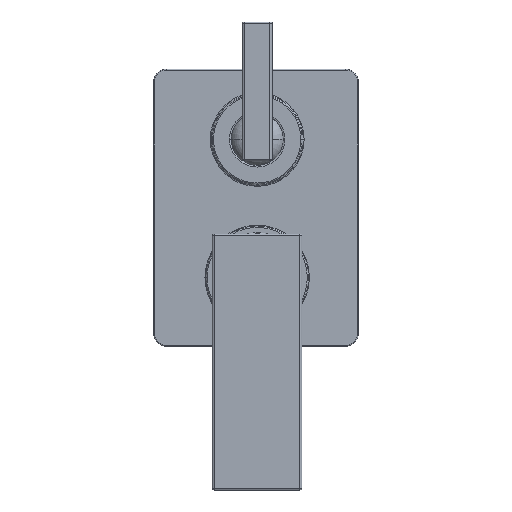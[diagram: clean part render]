
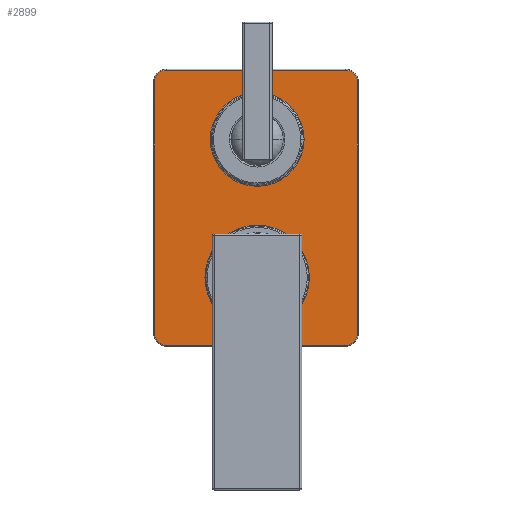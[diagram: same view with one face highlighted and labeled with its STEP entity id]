
A CAD part, top view. The second image highlights one B-rep face of the part: STEP entity #2899.
In plain terms, the highlighted planar face has unit normal (0, 0, 1).
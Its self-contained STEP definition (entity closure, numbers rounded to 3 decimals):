
#15 = CARTESIAN_POINT ( 'NONE',  ( 41.446, -26.268, 2.5 ) ) ;
#61 = CARTESIAN_POINT ( 'NONE',  ( -22., 64.732, 2.5 ) ) ;
#88 = DIRECTION ( 'NONE',  ( 0., 0., -1. ) ) ;
#131 = EDGE_CURVE ( 'NONE', #188, #3278, #457, .T. ) ;
#170 = CIRCLE ( 'NONE', #1022, 22. ) ;
#188 = VERTEX_POINT ( 'NONE', #1396 ) ;
#202 = CARTESIAN_POINT ( 'NONE',  ( -42.554, 91.732, 2.5 ) ) ;
#206 = DIRECTION ( 'NONE',  ( 1., 0., 0. ) ) ;
#207 = VECTOR ( 'NONE', #1302, 1000. ) ;
#267 = DIRECTION ( 'NONE',  ( 0., 0., -1. ) ) ;
#279 = FACE_BOUND ( 'NONE', #3070, .T. ) ;
#285 = CARTESIAN_POINT ( 'NONE',  ( 0., 0., 2.5 ) ) ;
#291 = ORIENTED_EDGE ( 'NONE', *, *, #1876, .T. ) ;
#309 = DIRECTION ( 'NONE',  ( 1., 0., 0. ) ) ;
#316 = DIRECTION ( 'NONE',  ( 0., -1., 0. ) ) ;
#325 = ORIENTED_EDGE ( 'NONE', *, *, #2409, .T. ) ;
#353 = ORIENTED_EDGE ( 'NONE', *, *, #2517, .T. ) ;
#387 = FACE_OUTER_BOUND ( 'NONE', #698, .T. ) ;
#457 = CIRCLE ( 'NONE', #1597, 24.5 ) ;
#459 = CARTESIAN_POINT ( 'NONE',  ( 0., 0., 2.5 ) ) ;
#501 = DIRECTION ( 'NONE',  ( 1., 0., 0. ) ) ;
#518 = ORIENTED_EDGE ( 'NONE', *, *, #131, .T. ) ;
#551 = LINE ( 'NONE', #3360, #2892 ) ;
#559 = CARTESIAN_POINT ( 'NONE',  ( 46.946, 91.732, 2.5 ) ) ;
#573 = ORIENTED_EDGE ( 'NONE', *, *, #741, .T. ) ;
#581 = DIRECTION ( 'NONE',  ( 0., 0., 1. ) ) ;
#586 = DIRECTION ( 'NONE',  ( 1., 0., 0. ) ) ;
#675 = CARTESIAN_POINT ( 'NONE',  ( 41.446, -31.768, 2.5 ) ) ;
#698 = EDGE_LOOP ( 'NONE', ( #353, #822, #573, #3123, #2784, #291, #2722, #325 ) ) ;
#716 = DIRECTION ( 'NONE',  ( 0., 0., 1. ) ) ;
#741 = EDGE_CURVE ( 'NONE', #2481, #854, #1513, .T. ) ;
#755 = DIRECTION ( 'NONE',  ( 1., 0., 0. ) ) ;
#822 = ORIENTED_EDGE ( 'NONE', *, *, #1643, .T. ) ;
#854 = VERTEX_POINT ( 'NONE', #2301 ) ;
#979 = CARTESIAN_POINT ( 'NONE',  ( -42.554, -31.768, 2.5 ) ) ;
#1022 = AXIS2_PLACEMENT_3D ( 'NONE', #2092, #267, #2396 ) ;
#1051 = ORIENTED_EDGE ( 'NONE', *, *, #2236, .T. ) ;
#1052 = AXIS2_PLACEMENT_3D ( 'NONE', #2533, #716, #2831 ) ;
#1082 = EDGE_LOOP ( 'NONE', ( #1051, #3048 ) ) ;
#1106 = FACE_BOUND ( 'NONE', #1082, .T. ) ;
#1302 = DIRECTION ( 'NONE',  ( 1., 0., 0. ) ) ;
#1396 = CARTESIAN_POINT ( 'NONE',  ( 24.5, 0., 2.5 ) ) ;
#1417 = AXIS2_PLACEMENT_3D ( 'NONE', #285, #2416, #586 ) ;
#1513 = CIRCLE ( 'NONE', #2174, 5.5 ) ;
#1532 = EDGE_CURVE ( 'NONE', #3624, #3249, #1675, .T. ) ;
#1542 = CIRCLE ( 'NONE', #2361, 5.5 ) ;
#1575 = CARTESIAN_POINT ( 'NONE',  ( 46.946, -26.268, 2.5 ) ) ;
#1597 = AXIS2_PLACEMENT_3D ( 'NONE', #459, #2578, #755 ) ;
#1643 = EDGE_CURVE ( 'NONE', #1953, #2481, #551, .T. ) ;
#1665 = VECTOR ( 'NONE', #2731, 1000. ) ;
#1675 = CIRCLE ( 'NONE', #3581, 22. ) ;
#1746 = CIRCLE ( 'NONE', #1052, 5.5 ) ;
#1810 = CARTESIAN_POINT ( 'NONE',  ( -48.054, -26.268, 2.5 ) ) ;
#1842 = CARTESIAN_POINT ( 'NONE',  ( -48.054, -26.268, 2.5 ) ) ;
#1867 = CIRCLE ( 'NONE', #3296, 5.5 ) ;
#1876 = EDGE_CURVE ( 'NONE', #2443, #3541, #2311, .T. ) ;
#1915 = CARTESIAN_POINT ( 'NONE',  ( 0., 64.732, 2.5 ) ) ;
#1953 = VERTEX_POINT ( 'NONE', #1575 ) ;
#2029 = ORIENTED_EDGE ( 'NONE', *, *, #3515, .T. ) ;
#2030 = DIRECTION ( 'NONE',  ( 0., 0., 1. ) ) ;
#2035 = CIRCLE ( 'NONE', #1417, 24.5 ) ;
#2038 = EDGE_CURVE ( 'NONE', #3541, #2408, #1746, .T. ) ;
#2088 = CARTESIAN_POINT ( 'NONE',  ( -48.054, 91.732, 2.5 ) ) ;
#2092 = CARTESIAN_POINT ( 'NONE',  ( 0., 64.732, 2.5 ) ) ;
#2128 = DIRECTION ( 'NONE',  ( 0., 0., 1. ) ) ;
#2133 = CARTESIAN_POINT ( 'NONE',  ( -42.554, 97.232, 2.5 ) ) ;
#2174 = AXIS2_PLACEMENT_3D ( 'NONE', #3829, #2030, #206 ) ;
#2181 = CARTESIAN_POINT ( 'NONE',  ( -42.554, 97.232, 2.5 ) ) ;
#2207 = DIRECTION ( 'NONE',  ( 1., 0., 0. ) ) ;
#2236 = EDGE_CURVE ( 'NONE', #3249, #3624, #170, .T. ) ;
#2301 = CARTESIAN_POINT ( 'NONE',  ( 41.446, 97.232, 2.5 ) ) ;
#2311 = LINE ( 'NONE', #1842, #2999 ) ;
#2328 = DIRECTION ( 'NONE',  ( 0., 0., 1. ) ) ;
#2361 = AXIS2_PLACEMENT_3D ( 'NONE', #15, #2128, #309 ) ;
#2376 = CARTESIAN_POINT ( 'NONE',  ( 22., 64.732, 2.5 ) ) ;
#2396 = DIRECTION ( 'NONE',  ( 1., 0., 0. ) ) ;
#2399 = CARTESIAN_POINT ( 'NONE',  ( -24.5, 0., 2.5 ) ) ;
#2408 = VERTEX_POINT ( 'NONE', #979 ) ;
#2409 = EDGE_CURVE ( 'NONE', #2408, #3572, #2626, .T. ) ;
#2416 = DIRECTION ( 'NONE',  ( 0., 0., -1. ) ) ;
#2442 = AXIS2_PLACEMENT_3D ( 'NONE', #3595, #581, #2703 ) ;
#2443 = VERTEX_POINT ( 'NONE', #2088 ) ;
#2481 = VERTEX_POINT ( 'NONE', #559 ) ;
#2517 = EDGE_CURVE ( 'NONE', #3572, #1953, #1542, .T. ) ;
#2533 = CARTESIAN_POINT ( 'NONE',  ( -42.554, -26.268, 2.5 ) ) ;
#2552 = LINE ( 'NONE', #2133, #1665 ) ;
#2578 = DIRECTION ( 'NONE',  ( 0., 0., -1. ) ) ;
#2626 = LINE ( 'NONE', #675, #207 ) ;
#2703 = DIRECTION ( 'NONE',  ( 1., 0., 0. ) ) ;
#2722 = ORIENTED_EDGE ( 'NONE', *, *, #2038, .T. ) ;
#2731 = DIRECTION ( 'NONE',  ( -1., 0., 0. ) ) ;
#2747 = DIRECTION ( 'NONE',  ( 0., 1., 0. ) ) ;
#2753 = EDGE_CURVE ( 'NONE', #3727, #2443, #1867, .T. ) ;
#2784 = ORIENTED_EDGE ( 'NONE', *, *, #2753, .T. ) ;
#2831 = DIRECTION ( 'NONE',  ( 1., 0., 0. ) ) ;
#2892 = VECTOR ( 'NONE', #2747, 1000. ) ;
#2899 = ADVANCED_FACE ( 'NONE', ( #387, #1106, #279 ), #3904, .T. ) ;
#2999 = VECTOR ( 'NONE', #316, 1000. ) ;
#3048 = ORIENTED_EDGE ( 'NONE', *, *, #1532, .T. ) ;
#3070 = EDGE_LOOP ( 'NONE', ( #518, #2029 ) ) ;
#3123 = ORIENTED_EDGE ( 'NONE', *, *, #3635, .T. ) ;
#3249 = VERTEX_POINT ( 'NONE', #2376 ) ;
#3278 = VERTEX_POINT ( 'NONE', #2399 ) ;
#3296 = AXIS2_PLACEMENT_3D ( 'NONE', #202, #2328, #501 ) ;
#3355 = CARTESIAN_POINT ( 'NONE',  ( 41.446, -31.768, 2.5 ) ) ;
#3360 = CARTESIAN_POINT ( 'NONE',  ( 46.946, 91.732, 2.5 ) ) ;
#3515 = EDGE_CURVE ( 'NONE', #3278, #188, #2035, .T. ) ;
#3541 = VERTEX_POINT ( 'NONE', #1810 ) ;
#3572 = VERTEX_POINT ( 'NONE', #3355 ) ;
#3581 = AXIS2_PLACEMENT_3D ( 'NONE', #1915, #88, #2207 ) ;
#3595 = CARTESIAN_POINT ( 'NONE',  ( 41.446, 91.732, 2.5 ) ) ;
#3624 = VERTEX_POINT ( 'NONE', #61 ) ;
#3635 = EDGE_CURVE ( 'NONE', #854, #3727, #2552, .T. ) ;
#3727 = VERTEX_POINT ( 'NONE', #2181 ) ;
#3829 = CARTESIAN_POINT ( 'NONE',  ( 41.446, 91.732, 2.5 ) ) ;
#3904 = PLANE ( 'NONE',  #2442 ) ;
